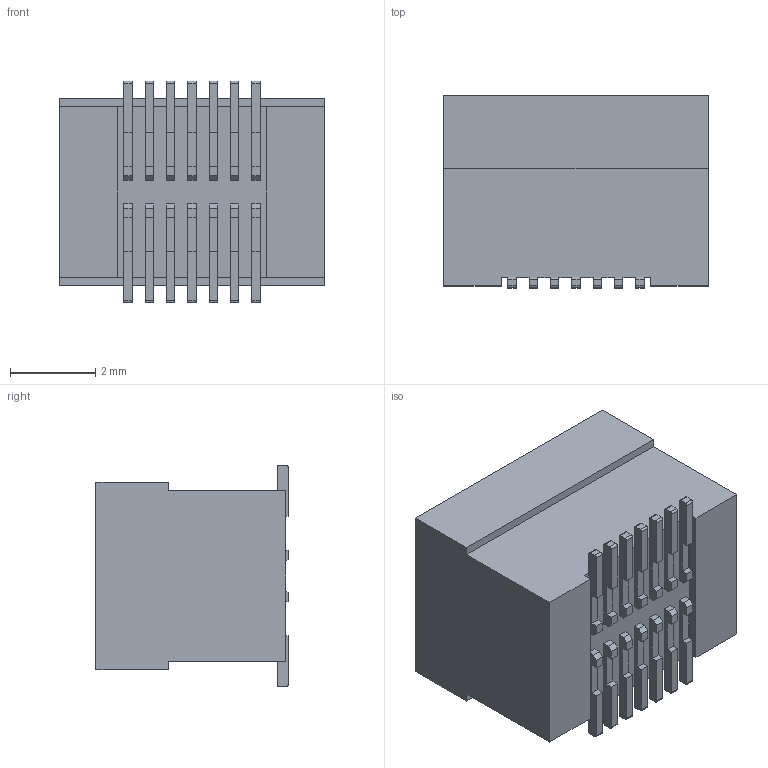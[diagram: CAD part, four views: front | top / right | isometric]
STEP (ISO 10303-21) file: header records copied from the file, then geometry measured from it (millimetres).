
FILE_DESCRIPTION (( 'STEP AP214' ), '1' );
FILE_NAME ('FBB05003-F14S1003K6MH45_REF.STEP', '2024-08-13T06:19:46', ( '' ), ( '' ), 'SwSTEP 2.0', 'SolidWorks 2021', '' );
FILE_SCHEMA (( 'AUTOMOTIVE_DESIGN' ));
Length unit declared in the file: millimetre
Products named in the file (1): FBB05003-F14S1003K6MH45_REF
Bounding box: 6.2 x 4.5 x 5.2 mm (x, y, z)
Volume: 87 mm3; surface area: 353.4 mm2
Topology: 1 solids, 1 shells, 564 faces, 1610 edges, 1064 vertices
Faces by surface type: plane 536, cylinder 28
Entity records: 18040 total; most frequent: CARTESIAN_POINT 3239, ORIENTED_EDGE 3220, DIRECTION 2796, EDGE_CURVE 1610, VECTOR 1554, LINE 1554, VERTEX_POINT 1064, AXIS2_PLACEMENT_3D 621
